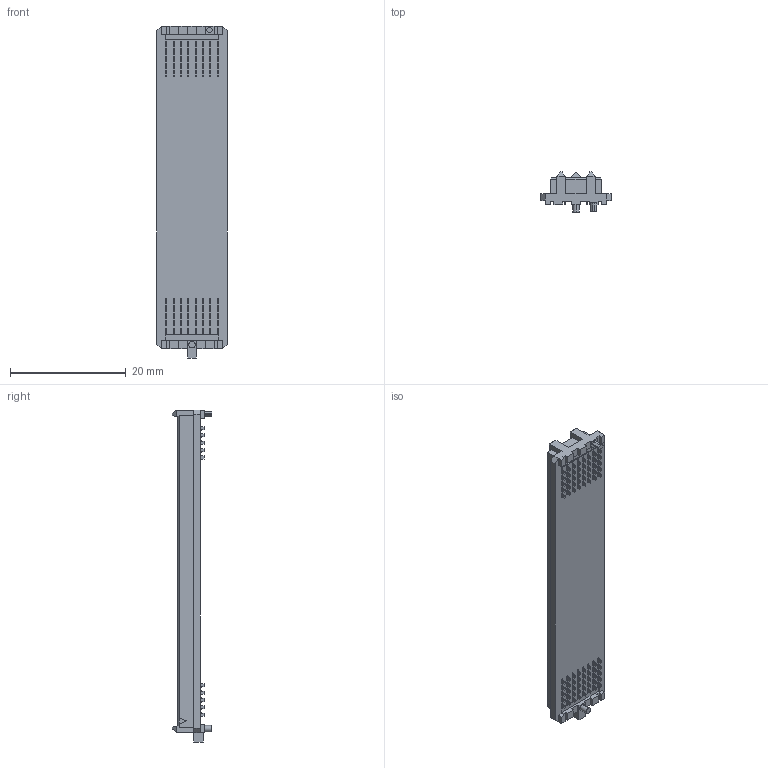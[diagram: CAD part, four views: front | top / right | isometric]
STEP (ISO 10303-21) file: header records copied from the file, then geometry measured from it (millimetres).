
FILE_DESCRIPTION((''),'2;1');
FILE_NAME('459704185','2016-04-13T',('me'),(''),'PRO/ENGINEER BY PARAMETRIC TECHNOLOGY CORPORATION, 2012310','PRO/ENGINEER BY PARAMETRIC TECHNOLOGY CORPORATION, 2012310','');
FILE_SCHEMA(('CONFIG_CONTROL_DESIGN'));
Length unit declared in the file: inch
Products named in the file (1): 459704185
Bounding box: 12.14 x 6.88 x 57.38 mm (x, y, z)
Volume: 1579.2 mm3; surface area: 2825.5 mm2
Topology: 1 solids, 1 shells, 1107 faces, 3666 edges, 2646 vertices
Faces by surface type: plane 1019, cylinder 88
Entity records: 39247 total; most frequent: CARTESIAN_POINT 6776, DIRECTION 6702, ORIENTED_EDGE 6044, EDGE_CURVE 3022, VECTOR 2846, LINE 2846, VERTEX_POINT 2002, AXIS2_PLACEMENT_3D 1928
